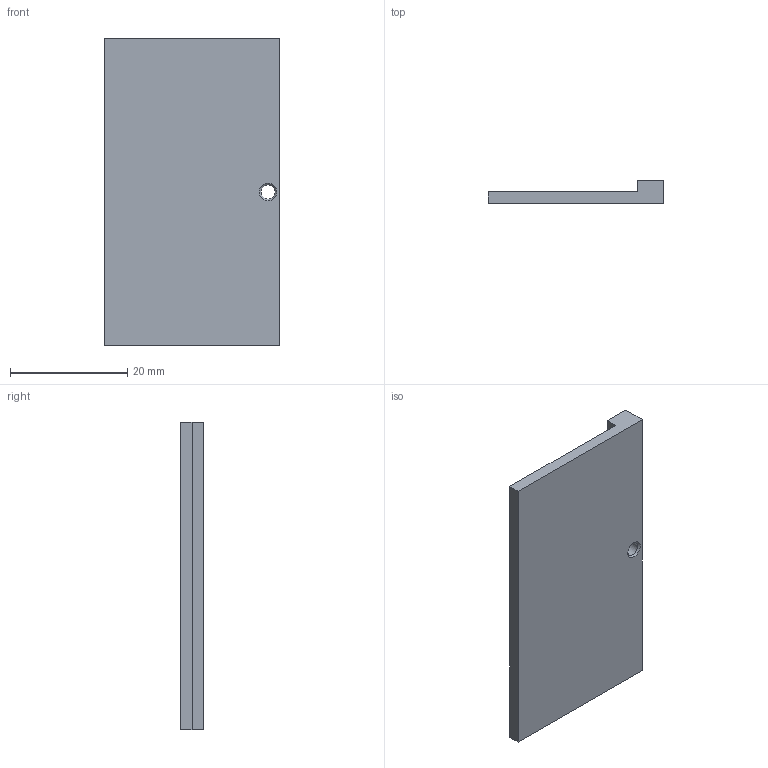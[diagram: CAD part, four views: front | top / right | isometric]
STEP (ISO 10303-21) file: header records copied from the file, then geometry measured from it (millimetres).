
FILE_DESCRIPTION(/* description */ (''),/* implementation_level */ '2;1');
FILE_NAME(/* name */ 'Module Holder Cover V1.stp',/* time_stamp */ '2024-06-04T13:34:34-04:00',/* author */ ('cfang'),/* organization */ (''),/* preprocessor_version */ 'ST-DEVELOPER v20',/* originating_system */ 'Autodesk Inventor 2025',/* authorisation */ '');
FILE_SCHEMA (('AUTOMOTIVE_DESIGN { 1 0 10303 214 3 1 1 }'));
Length unit declared in the file: millimetre
Products named in the file (1): Module Holder Cover V1
Bounding box: 30 x 4 x 52.5 mm (x, y, z)
Volume: 3604 mm3; surface area: 3727.9 mm2
Topology: 1 solids, 1 shells, 10 faces, 23 edges, 15 vertices
Faces by surface type: plane 8, cone 1, cylinder 1
Full cylindrical faces by diameter (mm): 2.4 x1
Entity records: 329 total; most frequent: CARTESIAN_POINT 49, DIRECTION 48, ORIENTED_EDGE 46, EDGE_CURVE 23, LINE 20, VECTOR 20, VERTEX_POINT 15, AXIS2_PLACEMENT_3D 14
